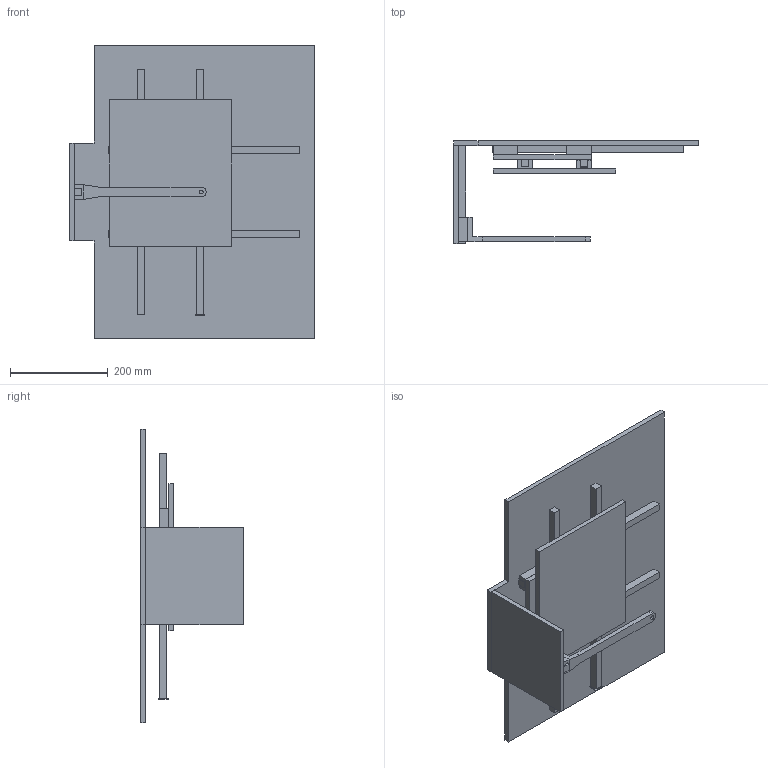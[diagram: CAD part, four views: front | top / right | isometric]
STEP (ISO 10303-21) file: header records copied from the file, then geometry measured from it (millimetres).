
FILE_DESCRIPTION(/* description */ (''),/* implementation_level */ '2;1');
FILE_NAME(/* name */ 'robot scrivi.stp',/* time_stamp */ '2024-01-17T18:40:34+01:00',/* author */ ('Giorgio'),/* organization */ (''),/* preprocessor_version */ 'ST-DEVELOPER v19.2',/* originating_system */ 'Autodesk Inventor 2024',/* authorisation */ '');
FILE_SCHEMA (('AUTOMOTIVE_DESIGN { 1 0 10303 214 3 1 1 }'));
Length unit declared in the file: millimetre
Products named in the file (11): robot scrivi; base di lavoro; guida; base sotto; guide corte y; base ; fermo; piano z; guida z; cuscinetto; porta penna
Assembly tree (20 placements, depth 2):
  robot scrivi
    base di lavoro
    cuscinetto  x9
    guida  x2
    base sotto
    guide corte y  x2
    base 
    fermo
    piano z
    guida z
    porta penna
Bounding box: 500 x 210 x 600 mm (x, y, z)
Volume: 5009921.7 mm3; surface area: 1123192.8 mm2
Topology: 20 solids, 20 shells, 165 faces, 375 edges, 250 vertices
Faces by surface type: plane 163, cylinder 2
Full cylindrical faces by diameter (mm): 8 x1
Entity records: 2531 total; most frequent: DIRECTION 373, CARTESIAN_POINT 370, ORIENTED_EDGE 318, EDGE_CURVE 159, LINE 155, VECTOR 155, AXIS2_PLACEMENT_3D 109, VERTEX_POINT 106
